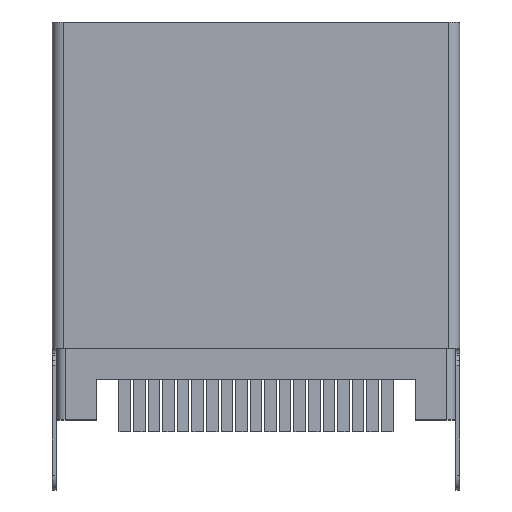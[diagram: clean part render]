
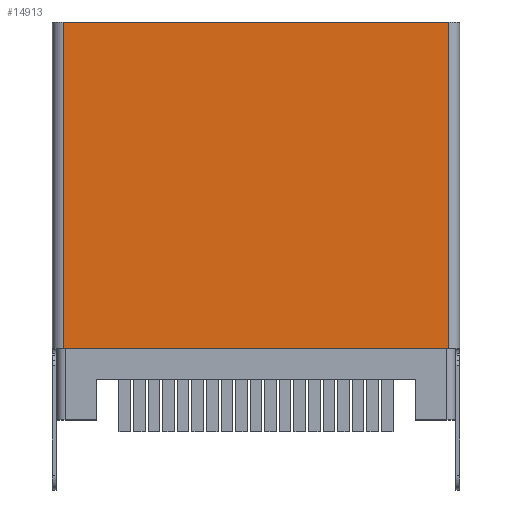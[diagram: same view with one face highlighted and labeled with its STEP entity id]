
A CAD part, top view. The second image highlights one B-rep face of the part: STEP entity #14913.
In plain terms, the highlighted planar face has unit normal (0, 0, 1).
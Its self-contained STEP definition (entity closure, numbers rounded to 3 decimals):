
#1418=FACE_OUTER_BOUND('',#2257,.T.);
#2257=EDGE_LOOP('',(#12892,#12893,#12894,#12895));
#3727=LINE('',#23969,#5415);
#3826=LINE('',#24350,#5514);
#3827=LINE('',#24354,#5515);
#3828=LINE('',#24355,#5516);
#5415=VECTOR('',#19494,10.);
#5514=VECTOR('',#19773,10.);
#5515=VECTOR('',#19778,10.);
#5516=VECTOR('',#19779,1000.);
#6929=VERTEX_POINT('',#23966);
#6930=VERTEX_POINT('',#23968);
#7057=VERTEX_POINT('',#24349);
#7058=VERTEX_POINT('',#24353);
#8901=EDGE_CURVE('',#6930,#6929,#3727,.F.);
#9062=EDGE_CURVE('',#7057,#6930,#3826,.T.);
#9064=EDGE_CURVE('',#7058,#6929,#3827,.T.);
#9065=EDGE_CURVE('',#7057,#7058,#3828,.T.);
#12892=ORIENTED_EDGE('',*,*,#8901,.T.);
#12893=ORIENTED_EDGE('',*,*,#9064,.F.);
#12894=ORIENTED_EDGE('',*,*,#9065,.F.);
#12895=ORIENTED_EDGE('',*,*,#9062,.T.);
#14151=PLANE('',#16166);
#14913=ADVANCED_FACE('',(#1418),#14151,.F.);
#16166=AXIS2_PLACEMENT_3D('',#24352,#19776,#19777);
#19494=DIRECTION('',(-1.,0.,0.));
#19773=DIRECTION('',(0.,-1.,0.));
#19776=DIRECTION('center_axis',(0.,0.,-1.));
#19777=DIRECTION('ref_axis',(-1.,0.,0.));
#19778=DIRECTION('',(0.,-1.,0.));
#19779=DIRECTION('',(1.,0.,0.));
#23966=CARTESIAN_POINT('',(6.604,26.646,6.931));
#23968=CARTESIAN_POINT('',(-6.604,26.646,6.931));
#23969=CARTESIAN_POINT('',(-3.878,26.646,6.931));
#24349=CARTESIAN_POINT('',(-6.604,37.846,6.931));
#24350=CARTESIAN_POINT('',(-6.604,28.702,6.931));
#24352=CARTESIAN_POINT('Origin',(-6.985,37.846,6.931));
#24353=CARTESIAN_POINT('',(6.604,37.846,6.931));
#24354=CARTESIAN_POINT('',(6.604,28.702,6.931));
#24355=CARTESIAN_POINT('',(-6.985,37.846,6.931));
